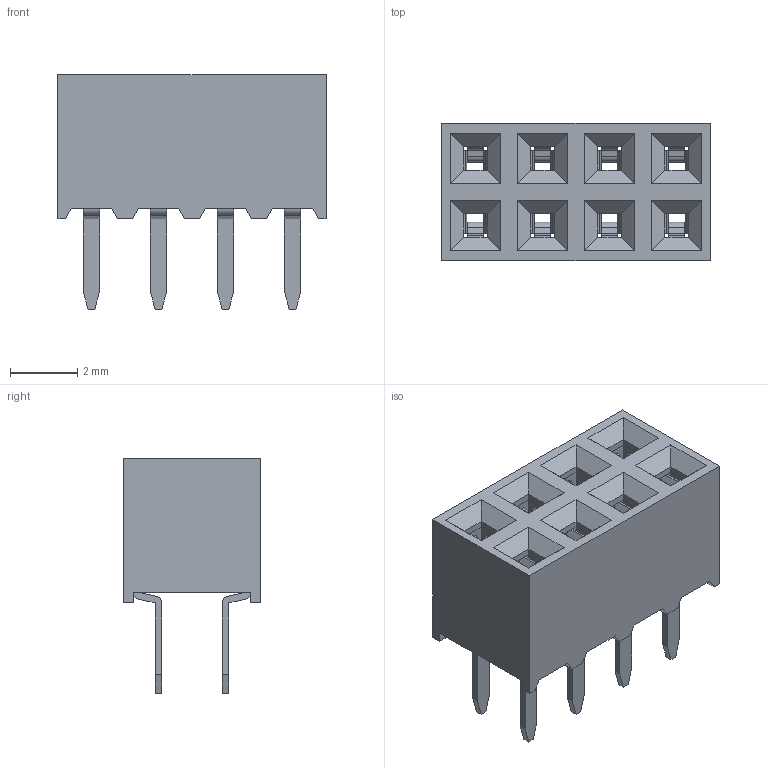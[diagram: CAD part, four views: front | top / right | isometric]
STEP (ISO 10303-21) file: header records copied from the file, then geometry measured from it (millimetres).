
FILE_DESCRIPTION(('STEP AP214'), '1');
FILE_NAME('PBD2', '', ('UNSPECIFIED'), ('UNSPECIFIED'), 'ASCON STEP Converter 1.6', 'ASCON Math Kernel', '');
FILE_SCHEMA(('AUTOMOTIVE_DESIGN { 1 0 10303 214 3 1 1}'));
Length unit declared in the file: millimetre
Bounding box: 8 x 4.1 x 7 mm (x, y, z)
Volume: 83.8 mm3; surface area: 558.6 mm2
Topology: 9 solids, 9 shells, 594 faces, 1568 edges, 992 vertices
Faces by surface type: plane 474, cylinder 120
Entity records: 22928 total; most frequent: CARTESIAN_POINT 3187, ORIENTED_EDGE 3136, DIRECTION 2998, EDGE_CURVE 1568, LINE 1328, VECTOR 1328, VERTEX_POINT 1024, AXIS2_PLACEMENT_3D 835
